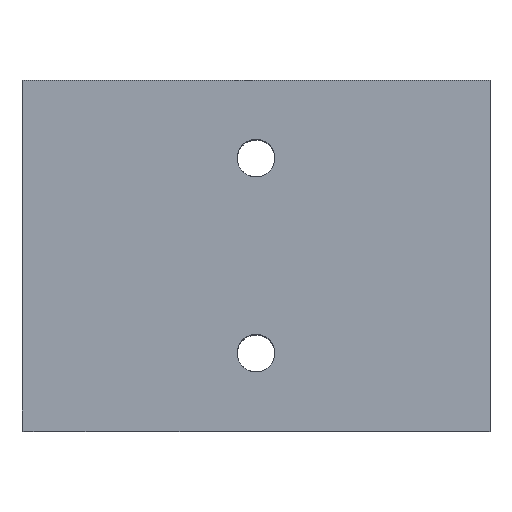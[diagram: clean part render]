
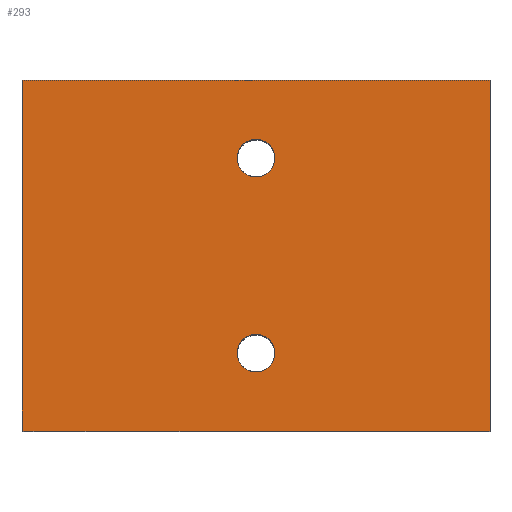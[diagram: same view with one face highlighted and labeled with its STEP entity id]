
A CAD part, top view. The second image highlights one B-rep face of the part: STEP entity #293.
In plain terms, the highlighted planar face has unit normal (0, 0, 1).
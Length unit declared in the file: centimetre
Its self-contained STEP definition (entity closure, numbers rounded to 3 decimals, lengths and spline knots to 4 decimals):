
#15=LINE('',#716,#27);
#16=LINE('',#718,#28);
#17=LINE('',#720,#29);
#18=LINE('',#721,#30);
#27=VECTOR('',#378,3.6);
#28=VECTOR('',#379,2.7);
#29=VECTOR('',#380,3.6);
#30=VECTOR('',#381,2.7);
#48=PLANE('',#324);
#61=CIRCLE('',#320,0.145);
#63=CIRCLE('',#323,0.145);
#84=FACE_BOUND('',#139,.T.);
#85=FACE_BOUND('',#140,.T.);
#100=FACE_OUTER_BOUND('',#138,.T.);
#138=EDGE_LOOP('',(#244,#245,#246,#247));
#139=EDGE_LOOP('',(#248));
#140=EDGE_LOOP('',(#249));
#171=VERTEX_POINT('',#706);
#173=VERTEX_POINT('',#711);
#174=VERTEX_POINT('',#714);
#175=VERTEX_POINT('',#715);
#176=VERTEX_POINT('',#717);
#177=VERTEX_POINT('',#719);
#197=EDGE_CURVE('',#171,#171,#61,.T.);
#199=EDGE_CURVE('',#173,#173,#63,.T.);
#200=EDGE_CURVE('',#174,#175,#15,.T.);
#201=EDGE_CURVE('',#174,#176,#16,.T.);
#202=EDGE_CURVE('',#177,#176,#17,.T.);
#203=EDGE_CURVE('',#175,#177,#18,.T.);
#244=ORIENTED_EDGE('',*,*,#200,.F.);
#245=ORIENTED_EDGE('',*,*,#201,.T.);
#246=ORIENTED_EDGE('',*,*,#202,.F.);
#247=ORIENTED_EDGE('',*,*,#203,.F.);
#248=ORIENTED_EDGE('',*,*,#197,.T.);
#249=ORIENTED_EDGE('',*,*,#199,.T.);
#293=ADVANCED_FACE('',(#100,#84,#85),#48,.T.);
#320=AXIS2_PLACEMENT_3D('',#707,#368,#369);
#323=AXIS2_PLACEMENT_3D('',#712,#374,#375);
#324=AXIS2_PLACEMENT_3D('',#713,#376,#377);
#368=DIRECTION('center_axis',(0.,0.,-1.));
#369=DIRECTION('ref_axis',(-1.,0.,0.));
#374=DIRECTION('center_axis',(0.,0.,-1.));
#375=DIRECTION('ref_axis',(-1.,0.,0.));
#376=DIRECTION('center_axis',(0.,0.,1.));
#377=DIRECTION('ref_axis',(-1.,0.,0.));
#378=DIRECTION('',(1.,0.,0.));
#379=DIRECTION('',(0.,-1.,0.));
#380=DIRECTION('',(-1.,0.,0.));
#381=DIRECTION('',(0.,-1.,0.));
#706=CARTESIAN_POINT('',(1.145,0.6,3.1));
#707=CARTESIAN_POINT('Origin',(1.,0.6,3.1));
#711=CARTESIAN_POINT('',(1.145,2.1,3.1));
#712=CARTESIAN_POINT('Origin',(1.,2.1,3.1));
#713=CARTESIAN_POINT('Origin',(2.8,2.7,3.1));
#714=CARTESIAN_POINT('',(-0.8,2.7,3.1));
#715=CARTESIAN_POINT('',(2.8,2.7,3.1));
#716=CARTESIAN_POINT('',(-0.8,2.7,3.1));
#717=CARTESIAN_POINT('',(-0.8,0.,3.1));
#718=CARTESIAN_POINT('',(-0.8,2.7,3.1));
#719=CARTESIAN_POINT('',(2.8,0.,3.1));
#720=CARTESIAN_POINT('',(-0.8,0.,3.1));
#721=CARTESIAN_POINT('',(2.8,2.7,3.1));
